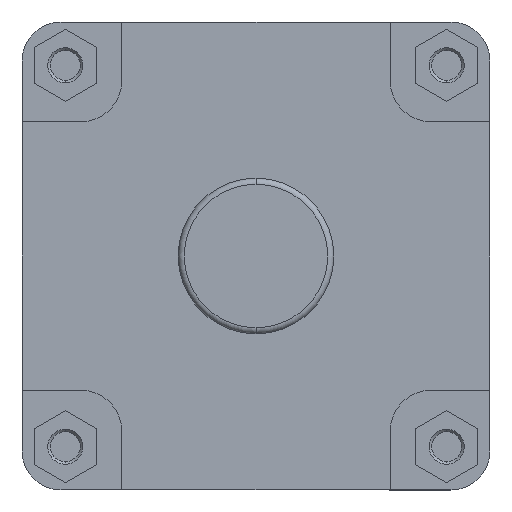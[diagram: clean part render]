
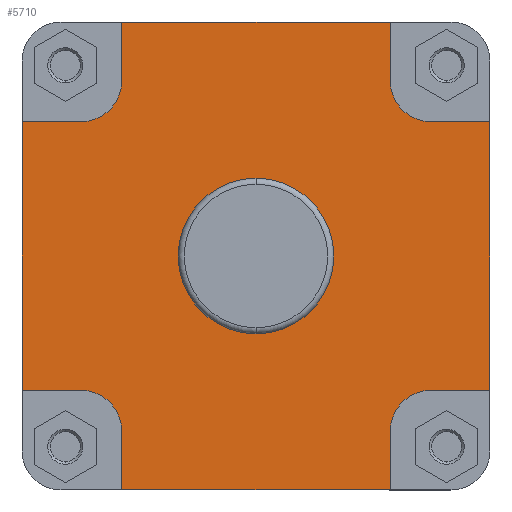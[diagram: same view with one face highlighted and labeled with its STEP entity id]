
A CAD part, left-side view. The second image highlights one B-rep face of the part: STEP entity #5710.
In plain terms, the highlighted planar face has unit normal (-1, 0, 0).
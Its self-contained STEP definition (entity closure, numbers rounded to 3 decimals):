
#2 = CIRCLE ( 'NONE', #3232, 23.5 ) ;
#13 = CIRCLE ( 'NONE', #3237, 23.5 ) ;
#20 = LINE ( 'NONE', #6344, #21 ) ;
#21 = VECTOR ( 'NONE', #6345, 1000. ) ;
#28 = CIRCLE ( 'NONE', #3239, 44.9 ) ;
#118 = CIRCLE ( 'NONE', #3241, 44.9 ) ;
#139 = VECTOR ( 'NONE', #6531, 1000. ) ;
#140 = LINE ( 'NONE', #6522, #145 ) ;
#145 = VECTOR ( 'NONE', #6523, 1000. ) ;
#147 = CIRCLE ( 'NONE', #3257, 23.5 ) ;
#148 = LINE ( 'NONE', #6525, #149 ) ;
#149 = VECTOR ( 'NONE', #6526, 1000. ) ;
#152 = LINE ( 'NONE', #6524, #139 ) ;
#156 = LINE ( 'NONE', #6534, #157 ) ;
#157 = VECTOR ( 'NONE', #6535, 1000. ) ;
#158 = LINE ( 'NONE', #6536, #159 ) ;
#159 = VECTOR ( 'NONE', #6537, 1000. ) ;
#160 = LINE ( 'NONE', #6538, #161 ) ;
#161 = VECTOR ( 'NONE', #6539, 1000. ) ;
#171 = CIRCLE ( 'NONE', #3272, 23.5 ) ;
#192 = LINE ( 'NONE', #6608, #194 ) ;
#194 = VECTOR ( 'NONE', #6609, 1000. ) ;
#483 = FACE_OUTER_BOUND ( 'NONE', #3912, .T. ) ;
#485 = FACE_BOUND ( 'NONE', #3977, .T. ) ;
#1038 = CARTESIAN_POINT ( 'NONE',  ( 67., 44.9, 0. ) ) ;
#1050 = PLANE ( 'NONE',  #1731 ) ;
#1051 = DIRECTION ( 'NONE',  ( 1., 0., 0. ) ) ;
#1052 = DIRECTION ( 'NONE',  ( 0., 0., -1. ) ) ;
#1731 = AXIS2_PLACEMENT_3D ( 'NONE', #1038, #1051, #1052 ) ;
#2948 = EDGE_CURVE ( 'NONE', #5359, #5456, #5096, .T. ) ;
#2949 = EDGE_CURVE ( 'NONE', #5456, #4919, #5116, .T. ) ;
#2953 = EDGE_CURVE ( 'NONE', #5545, #5359, #5104, .T. ) ;
#2955 = EDGE_CURVE ( 'NONE', #4919, #5436, #2, .T. ) ;
#2956 = EDGE_CURVE ( 'NONE', #5268, #4812, #5136, .T. ) ;
#2962 = EDGE_CURVE ( 'NONE', #4812, #5545, #13, .T. ) ;
#2967 = EDGE_CURVE ( 'NONE', #5436, #5434, #20, .T. ) ;
#2970 = EDGE_CURVE ( 'NONE', #4893, #5570, #28, .T. ) ;
#3021 = EDGE_CURVE ( 'NONE', #5570, #4893, #118, .T. ) ;
#3042 = EDGE_CURVE ( 'NONE', #5007, #5000, #147, .T. ) ;
#3043 = EDGE_CURVE ( 'NONE', #4895, #5007, #140, .T. ) ;
#3044 = EDGE_CURVE ( 'NONE', #5268, #4835, #148, .T. ) ;
#3046 = EDGE_CURVE ( 'NONE', #5000, #4835, #152, .T. ) ;
#3048 = EDGE_CURVE ( 'NONE', #4895, #5273, #156, .T. ) ;
#3049 = EDGE_CURVE ( 'NONE', #4884, #5273, #158, .T. ) ;
#3050 = EDGE_CURVE ( 'NONE', #4846, #4847, #160, .T. ) ;
#3057 = EDGE_CURVE ( 'NONE', #4847, #4884, #171, .T. ) ;
#3079 = EDGE_CURVE ( 'NONE', #5434, #4846, #192, .T. ) ;
#3232 = AXIS2_PLACEMENT_3D ( 'NONE', #6315, #6317, #6318 ) ;
#3237 = AXIS2_PLACEMENT_3D ( 'NONE', #6332, #6334, #6335 ) ;
#3239 = AXIS2_PLACEMENT_3D ( 'NONE', #6350, #6351, #6352 ) ;
#3241 = AXIS2_PLACEMENT_3D ( 'NONE', #6461, #6462, #6463 ) ;
#3257 = AXIS2_PLACEMENT_3D ( 'NONE', #6512, #6520, #6521 ) ;
#3272 = AXIS2_PLACEMENT_3D ( 'NONE', #6540, #6557, #6558 ) ;
#3561 = ORIENTED_EDGE ( 'NONE', *, *, #2956, .F. ) ;
#3562 = ORIENTED_EDGE ( 'NONE', *, *, #2962, .F. ) ;
#3563 = ORIENTED_EDGE ( 'NONE', *, *, #2953, .F. ) ;
#3564 = ORIENTED_EDGE ( 'NONE', *, *, #2948, .F. ) ;
#3565 = ORIENTED_EDGE ( 'NONE', *, *, #2949, .F. ) ;
#3566 = ORIENTED_EDGE ( 'NONE', *, *, #2955, .F. ) ;
#3567 = ORIENTED_EDGE ( 'NONE', *, *, #2967, .F. ) ;
#3568 = ORIENTED_EDGE ( 'NONE', *, *, #3079, .F. ) ;
#3569 = ORIENTED_EDGE ( 'NONE', *, *, #3050, .F. ) ;
#3570 = ORIENTED_EDGE ( 'NONE', *, *, #3057, .F. ) ;
#3571 = ORIENTED_EDGE ( 'NONE', *, *, #3049, .F. ) ;
#3572 = ORIENTED_EDGE ( 'NONE', *, *, #3048, .T. ) ;
#3573 = ORIENTED_EDGE ( 'NONE', *, *, #3043, .F. ) ;
#3574 = ORIENTED_EDGE ( 'NONE', *, *, #3042, .F. ) ;
#3575 = ORIENTED_EDGE ( 'NONE', *, *, #3046, .F. ) ;
#3576 = ORIENTED_EDGE ( 'NONE', *, *, #3044, .T. ) ;
#3577 = ORIENTED_EDGE ( 'NONE', *, *, #3021, .F. ) ;
#3578 = ORIENTED_EDGE ( 'NONE', *, *, #2970, .F. ) ;
#3912 = EDGE_LOOP ( 'NONE', ( #3576, #3575, #3574, #3573, #3572, #3571, #3570, #3569, #3568, #3567, #3566, #3565, #3564, #3563, #3562, #3561 ) ) ;
#3977 = EDGE_LOOP ( 'NONE', ( #3578, #3577 ) ) ;
#4812 = VERTEX_POINT ( 'NONE', #6700 ) ;
#4835 = VERTEX_POINT ( 'NONE', #6706 ) ;
#4846 = VERTEX_POINT ( 'NONE', #6710 ) ;
#4847 = VERTEX_POINT ( 'NONE', #6699 ) ;
#4884 = VERTEX_POINT ( 'NONE', #6722 ) ;
#4893 = VERTEX_POINT ( 'NONE', #6727 ) ;
#4895 = VERTEX_POINT ( 'NONE', #6728 ) ;
#4919 = VERTEX_POINT ( 'NONE', #6737 ) ;
#5000 = VERTEX_POINT ( 'NONE', #6757 ) ;
#5007 = VERTEX_POINT ( 'NONE', #6748 ) ;
#5096 = LINE ( 'NONE', #6295, #5113 ) ;
#5104 = LINE ( 'NONE', #6305, #5134 ) ;
#5113 = VECTOR ( 'NONE', #6302, 1000. ) ;
#5116 = LINE ( 'NONE', #6303, #5119 ) ;
#5119 = VECTOR ( 'NONE', #6304, 1000. ) ;
#5123 = VECTOR ( 'NONE', #6320, 1000. ) ;
#5134 = VECTOR ( 'NONE', #6311, 1000. ) ;
#5136 = LINE ( 'NONE', #6319, #5123 ) ;
#5268 = VERTEX_POINT ( 'NONE', #6791 ) ;
#5273 = VERTEX_POINT ( 'NONE', #6796 ) ;
#5359 = VERTEX_POINT ( 'NONE', #6842 ) ;
#5434 = VERTEX_POINT ( 'NONE', #6863 ) ;
#5436 = VERTEX_POINT ( 'NONE', #6865 ) ;
#5456 = VERTEX_POINT ( 'NONE', #6868 ) ;
#5545 = VERTEX_POINT ( 'NONE', #6909 ) ;
#5570 = VERTEX_POINT ( 'NONE', #6922 ) ;
#5710 = ADVANCED_FACE ( 'NONE', ( #485, #483 ), #1050, .F. ) ;
#6295 = CARTESIAN_POINT ( 'NONE',  ( 67., 135., 0. ) ) ;
#6302 = DIRECTION ( 'NONE',  ( 0., 0., 1. ) ) ;
#6303 = CARTESIAN_POINT ( 'NONE',  ( 67., 135., 77.5 ) ) ;
#6304 = DIRECTION ( 'NONE',  ( 0., -1., 0. ) ) ;
#6305 = CARTESIAN_POINT ( 'NONE',  ( 67., 101., -77.5 ) ) ;
#6311 = DIRECTION ( 'NONE',  ( 0., 1., 0. ) ) ;
#6315 = CARTESIAN_POINT ( 'NONE',  ( 67., 101., 101. ) ) ;
#6317 = DIRECTION ( 'NONE',  ( -1., 0., 0. ) ) ;
#6318 = DIRECTION ( 'NONE',  ( 0., 0., -1. ) ) ;
#6319 = CARTESIAN_POINT ( 'NONE',  ( 67., 77.5, -135. ) ) ;
#6320 = DIRECTION ( 'NONE',  ( 0., 0., 1. ) ) ;
#6332 = CARTESIAN_POINT ( 'NONE',  ( 67., 101., -101. ) ) ;
#6334 = DIRECTION ( 'NONE',  ( -1., 0., 0. ) ) ;
#6335 = DIRECTION ( 'NONE',  ( 0., 0., -1. ) ) ;
#6344 = CARTESIAN_POINT ( 'NONE',  ( 67., 77.5, 101. ) ) ;
#6345 = DIRECTION ( 'NONE',  ( 0., 0., 1. ) ) ;
#6350 = CARTESIAN_POINT ( 'NONE',  ( 67., 0., 0. ) ) ;
#6351 = DIRECTION ( 'NONE',  ( -1., 0., 0. ) ) ;
#6352 = DIRECTION ( 'NONE',  ( 0., 0., 1. ) ) ;
#6461 = CARTESIAN_POINT ( 'NONE',  ( 67., 0., 0. ) ) ;
#6462 = DIRECTION ( 'NONE',  ( -1., 0., 0. ) ) ;
#6463 = DIRECTION ( 'NONE',  ( 0., 0., 1. ) ) ;
#6512 = CARTESIAN_POINT ( 'NONE',  ( 67., -101., -101. ) ) ;
#6520 = DIRECTION ( 'NONE',  ( -1., 0., 0. ) ) ;
#6521 = DIRECTION ( 'NONE',  ( 0., 0., -1. ) ) ;
#6522 = CARTESIAN_POINT ( 'NONE',  ( 67., -135., -77.5 ) ) ;
#6523 = DIRECTION ( 'NONE',  ( 0., 1., 0. ) ) ;
#6524 = CARTESIAN_POINT ( 'NONE',  ( 67., -77.5, -101. ) ) ;
#6525 = CARTESIAN_POINT ( 'NONE',  ( 67., -297.141, -135. ) ) ;
#6526 = DIRECTION ( 'NONE',  ( 0., -1., 0. ) ) ;
#6531 = DIRECTION ( 'NONE',  ( 0., 0., -1. ) ) ;
#6534 = CARTESIAN_POINT ( 'NONE',  ( 67., -135., 0. ) ) ;
#6535 = DIRECTION ( 'NONE',  ( 0., 0., 1. ) ) ;
#6536 = CARTESIAN_POINT ( 'NONE',  ( 67., -101., 77.5 ) ) ;
#6537 = DIRECTION ( 'NONE',  ( 0., -1., 0. ) ) ;
#6538 = CARTESIAN_POINT ( 'NONE',  ( 67., -77.5, 135. ) ) ;
#6539 = DIRECTION ( 'NONE',  ( 0., 0., -1. ) ) ;
#6540 = CARTESIAN_POINT ( 'NONE',  ( 67., -101., 101. ) ) ;
#6557 = DIRECTION ( 'NONE',  ( -1., 0., 0. ) ) ;
#6558 = DIRECTION ( 'NONE',  ( 0., 0., -1. ) ) ;
#6608 = CARTESIAN_POINT ( 'NONE',  ( 67., -297.141, 135. ) ) ;
#6609 = DIRECTION ( 'NONE',  ( 0., -1., 0. ) ) ;
#6699 = CARTESIAN_POINT ( 'NONE',  ( 67., -77.5, 101. ) ) ;
#6700 = CARTESIAN_POINT ( 'NONE',  ( 67., 77.5, -101. ) ) ;
#6706 = CARTESIAN_POINT ( 'NONE',  ( 67., -77.5, -135. ) ) ;
#6710 = CARTESIAN_POINT ( 'NONE',  ( 67., -77.5, 135. ) ) ;
#6722 = CARTESIAN_POINT ( 'NONE',  ( 67., -101., 77.5 ) ) ;
#6727 = CARTESIAN_POINT ( 'NONE',  ( 67., 0., 44.9 ) ) ;
#6728 = CARTESIAN_POINT ( 'NONE',  ( 67., -135., -77.5 ) ) ;
#6737 = CARTESIAN_POINT ( 'NONE',  ( 67., 101., 77.5 ) ) ;
#6748 = CARTESIAN_POINT ( 'NONE',  ( 67., -101., -77.5 ) ) ;
#6757 = CARTESIAN_POINT ( 'NONE',  ( 67., -77.5, -101. ) ) ;
#6791 = CARTESIAN_POINT ( 'NONE',  ( 67., 77.5, -135. ) ) ;
#6796 = CARTESIAN_POINT ( 'NONE',  ( 67., -135., 77.5 ) ) ;
#6842 = CARTESIAN_POINT ( 'NONE',  ( 67., 135., -77.5 ) ) ;
#6863 = CARTESIAN_POINT ( 'NONE',  ( 67., 77.5, 135. ) ) ;
#6865 = CARTESIAN_POINT ( 'NONE',  ( 67., 77.5, 101. ) ) ;
#6868 = CARTESIAN_POINT ( 'NONE',  ( 67., 135., 77.5 ) ) ;
#6909 = CARTESIAN_POINT ( 'NONE',  ( 67., 101., -77.5 ) ) ;
#6922 = CARTESIAN_POINT ( 'NONE',  ( 67., 0., -44.9 ) ) ;
